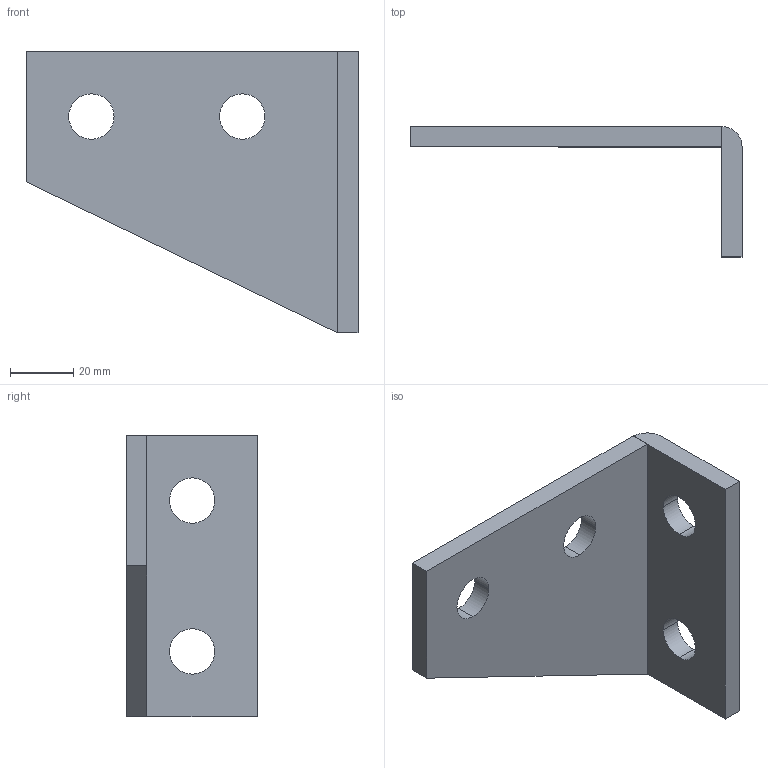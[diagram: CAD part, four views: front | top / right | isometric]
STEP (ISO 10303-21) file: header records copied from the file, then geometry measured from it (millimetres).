
FILE_DESCRIPTION(('TurboCAD Mac Pro'),'Build 980');
FILE_NAME('P1382.stp',' ',(''),(''),'ACIS Interop','IMSI','TurboCAD Mac Pro BY IMSI, INCORPORATED');
FILE_SCHEMA(('automotive_design'));
Length unit declared in the file: inch
Products named in the file (2): 1; 2
Bounding box: 104.99 x 41.23 x 89.09 mm (x, y, z)
Volume: 59269.6 mm3; surface area: 23596.2 mm2
Topology: 2 solids, 2 shells, 29 faces, 75 edges, 50 vertices
Faces by surface type: bspline 16, plane 11, cylinder 2
Entity records: 1264 total; most frequent: CARTESIAN_POINT 364, ORIENTED_EDGE 150, DIRECTION 77, EDGE_CURVE 75, VERTEX_POINT 50, LINE 39, VECTOR 39, EDGE_LOOP 37
